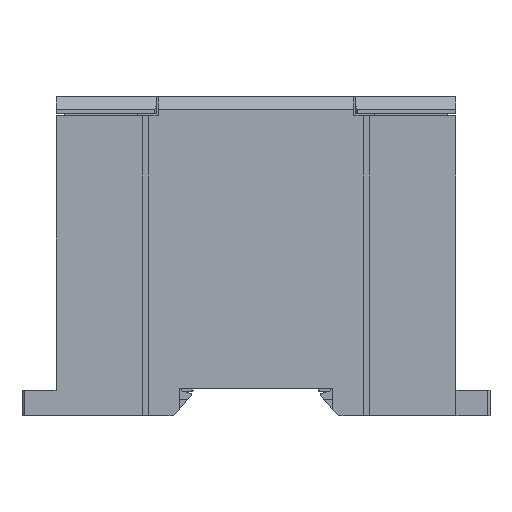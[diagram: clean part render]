
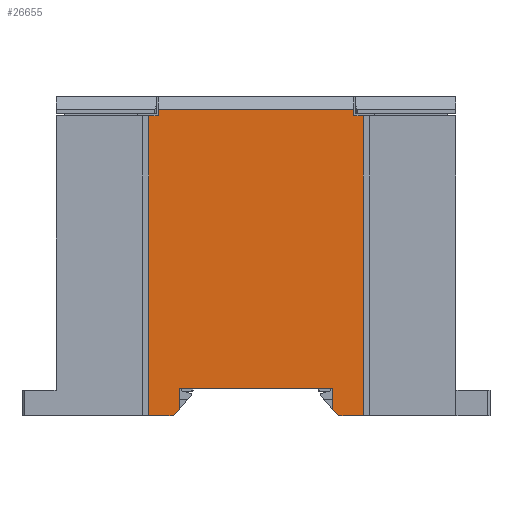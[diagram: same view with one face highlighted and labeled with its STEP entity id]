
A CAD part, left-side view. The second image highlights one B-rep face of the part: STEP entity #26655.
In plain terms, the highlighted planar face has unit normal (-1, 0, 0).
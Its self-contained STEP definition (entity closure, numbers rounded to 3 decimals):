
#329 = EDGE_CURVE ( 'NONE', #13657, #39571, #42271, .T. ) ;
#1717 = ORIENTED_EDGE ( 'NONE', *, *, #4318, .F. ) ;
#1807 = VERTEX_POINT ( 'NONE', #24686 ) ;
#1995 = CARTESIAN_POINT ( 'NONE',  ( 0., 21.8, -79.633 ) ) ;
#2660 = DIRECTION ( 'NONE',  ( 0., 0.707, -0.707 ) ) ;
#2689 = CARTESIAN_POINT ( 'NONE',  ( 0., 27.5, -79.633 ) ) ;
#4318 = EDGE_CURVE ( 'NONE', #54466, #55740, #58138, .T. ) ;
#4331 = DIRECTION ( 'NONE',  ( 0., -1., 0. ) ) ;
#5614 = VERTEX_POINT ( 'NONE', #20445 ) ;
#5870 = CARTESIAN_POINT ( 'NONE',  ( 0., 70., -9.133 ) ) ;
#6767 = ORIENTED_EDGE ( 'NONE', *, *, #52381, .F. ) ;
#7409 = VERTEX_POINT ( 'NONE', #10032 ) ;
#8007 = EDGE_CURVE ( 'NONE', #5614, #12537, #39941, .T. ) ;
#8964 = EDGE_CURVE ( 'NONE', #54127, #56460, #26912, .T. ) ;
#10032 = CARTESIAN_POINT ( 'NONE',  ( 0., 72.2, -9.133 ) ) ;
#10278 = LINE ( 'NONE', #50525, #37664 ) ;
#10485 = VECTOR ( 'NONE', #2660, 1000. ) ;
#10520 = CARTESIAN_POINT ( 'NONE',  ( 0., 94., -79.633 ) ) ;
#11388 = VECTOR ( 'NONE', #72684, 1000. ) ;
#12405 = FACE_OUTER_BOUND ( 'NONE', #54721, .T. ) ;
#12537 = VERTEX_POINT ( 'NONE', #34739 ) ;
#12973 = ORIENTED_EDGE ( 'NONE', *, *, #8964, .F. ) ;
#13657 = VERTEX_POINT ( 'NONE', #1995 ) ;
#15418 = VECTOR ( 'NONE', #27840, 1000. ) ;
#16415 = DIRECTION ( 'NONE',  ( 0., 1., 0. ) ) ;
#19300 = VECTOR ( 'NONE', #69658, 1000. ) ;
#20400 = DIRECTION ( 'NONE',  ( -1., 0., 0. ) ) ;
#20445 = CARTESIAN_POINT ( 'NONE',  ( 0., 24., -9.133 ) ) ;
#20505 = EDGE_CURVE ( 'NONE', #5614, #33004, #52803, .T. ) ;
#21528 = ORIENTED_EDGE ( 'NONE', *, *, #64915, .F. ) ;
#22234 = VERTEX_POINT ( 'NONE', #30793 ) ;
#22516 = VECTOR ( 'NONE', #62933, 1000. ) ;
#22995 = CARTESIAN_POINT ( 'NONE',  ( 0., 94., -9.133 ) ) ;
#23637 = VECTOR ( 'NONE', #71004, 1000. ) ;
#24686 = CARTESIAN_POINT ( 'NONE',  ( 0., 65., -78.133 ) ) ;
#25379 = LINE ( 'NONE', #26895, #56380 ) ;
#26655 = ADVANCED_FACE ( 'NONE', ( #12405 ), #55328, .T. ) ;
#26734 = CARTESIAN_POINT ( 'NONE',  ( 0., 65., -78.133 ) ) ;
#26895 = CARTESIAN_POINT ( 'NONE',  ( 0., 21.8, -79.633 ) ) ;
#26912 = LINE ( 'NONE', #55060, #11388 ) ;
#27110 = ORIENTED_EDGE ( 'NONE', *, *, #8007, .F. ) ;
#27840 = DIRECTION ( 'NONE',  ( 0., 1., 0. ) ) ;
#28914 = EDGE_CURVE ( 'NONE', #33004, #56460, #32716, .T. ) ;
#30150 = CARTESIAN_POINT ( 'NONE',  ( 0., 24., -16.261 ) ) ;
#30793 = CARTESIAN_POINT ( 'NONE',  ( 0., 66.5, -79.633 ) ) ;
#32044 = ORIENTED_EDGE ( 'NONE', *, *, #64271, .F. ) ;
#32520 = VECTOR ( 'NONE', #16415, 1000. ) ;
#32716 = LINE ( 'NONE', #68662, #15418 ) ;
#33004 = VERTEX_POINT ( 'NONE', #71625 ) ;
#33684 = ORIENTED_EDGE ( 'NONE', *, *, #329, .F. ) ;
#34701 = DIRECTION ( 'NONE',  ( 0., 0.707, 0.707 ) ) ;
#34739 = CARTESIAN_POINT ( 'NONE',  ( 0., 21.8, -9.133 ) ) ;
#37436 = VERTEX_POINT ( 'NONE', #49486 ) ;
#37664 = VECTOR ( 'NONE', #73739, 1000. ) ;
#38019 = ORIENTED_EDGE ( 'NONE', *, *, #62763, .F. ) ;
#38876 = ORIENTED_EDGE ( 'NONE', *, *, #75594, .F. ) ;
#39571 = VERTEX_POINT ( 'NONE', #49737 ) ;
#39832 = EDGE_CURVE ( 'NONE', #7409, #54127, #65838, .T. ) ;
#39941 = LINE ( 'NONE', #69176, #55433 ) ;
#40270 = DIRECTION ( 'NONE',  ( 0., 1., 0. ) ) ;
#40600 = CARTESIAN_POINT ( 'NONE',  ( 0., 29., -78.133 ) ) ;
#41099 = EDGE_CURVE ( 'NONE', #13657, #12537, #25379, .T. ) ;
#41242 = LINE ( 'NONE', #26734, #66742 ) ;
#41593 = LINE ( 'NONE', #72653, #10485 ) ;
#42271 = LINE ( 'NONE', #2689, #71487 ) ;
#42609 = VECTOR ( 'NONE', #40270, 1000. ) ;
#43586 = DIRECTION ( 'NONE',  ( 0., 1., 0. ) ) ;
#44355 = CARTESIAN_POINT ( 'NONE',  ( 0., 29., -73.283 ) ) ;
#46334 = VECTOR ( 'NONE', #34701, 1000. ) ;
#47328 = ORIENTED_EDGE ( 'NONE', *, *, #28914, .T. ) ;
#48141 = LINE ( 'NONE', #40600, #46334 ) ;
#48726 = CARTESIAN_POINT ( 'NONE',  ( 0., 70., -7.633 ) ) ;
#48966 = CARTESIAN_POINT ( 'NONE',  ( 0., 65., -73.283 ) ) ;
#49486 = CARTESIAN_POINT ( 'NONE',  ( 0., 72.2, -79.633 ) ) ;
#49737 = CARTESIAN_POINT ( 'NONE',  ( 0., 27.5, -79.633 ) ) ;
#50291 = EDGE_CURVE ( 'NONE', #55740, #1807, #41242, .T. ) ;
#50525 = CARTESIAN_POINT ( 'NONE',  ( 0., 29., -73.283 ) ) ;
#51477 = CARTESIAN_POINT ( 'NONE',  ( 0., 29., -78.133 ) ) ;
#52381 = EDGE_CURVE ( 'NONE', #22234, #37436, #63652, .T. ) ;
#52803 = LINE ( 'NONE', #30150, #23637 ) ;
#53531 = LINE ( 'NONE', #57841, #22516 ) ;
#54127 = VERTEX_POINT ( 'NONE', #5870 ) ;
#54466 = VERTEX_POINT ( 'NONE', #44355 ) ;
#54721 = EDGE_LOOP ( 'NONE', ( #64624, #47328, #12973, #64726, #21528, #6767, #38876, #69789, #1717, #32044, #38019, #33684, #68216, #27110 ) ) ;
#54839 = CARTESIAN_POINT ( 'NONE',  ( 0., 0., 0. ) ) ;
#55060 = CARTESIAN_POINT ( 'NONE',  ( 0., 70., -16.261 ) ) ;
#55328 = PLANE ( 'NONE',  #59220 ) ;
#55433 = VECTOR ( 'NONE', #4331, 1000. ) ;
#55740 = VERTEX_POINT ( 'NONE', #48966 ) ;
#55970 = VERTEX_POINT ( 'NONE', #51477 ) ;
#56380 = VECTOR ( 'NONE', #67439, 1000. ) ;
#56460 = VERTEX_POINT ( 'NONE', #48726 ) ;
#57841 = CARTESIAN_POINT ( 'NONE',  ( 0., 72.2, -79.633 ) ) ;
#58138 = LINE ( 'NONE', #75463, #42609 ) ;
#59220 = AXIS2_PLACEMENT_3D ( 'NONE', #54839, #20400, #61209 ) ;
#61209 = DIRECTION ( 'NONE',  ( 0., 0., 1. ) ) ;
#62763 = EDGE_CURVE ( 'NONE', #39571, #55970, #48141, .T. ) ;
#62933 = DIRECTION ( 'NONE',  ( 0., 0., 1. ) ) ;
#63652 = LINE ( 'NONE', #10520, #32520 ) ;
#64271 = EDGE_CURVE ( 'NONE', #55970, #54466, #10278, .T. ) ;
#64624 = ORIENTED_EDGE ( 'NONE', *, *, #20505, .T. ) ;
#64726 = ORIENTED_EDGE ( 'NONE', *, *, #39832, .F. ) ;
#64915 = EDGE_CURVE ( 'NONE', #37436, #7409, #53531, .T. ) ;
#65838 = LINE ( 'NONE', #22995, #19300 ) ;
#66742 = VECTOR ( 'NONE', #73402, 1000. ) ;
#67439 = DIRECTION ( 'NONE',  ( 0., 0., 1. ) ) ;
#68216 = ORIENTED_EDGE ( 'NONE', *, *, #41099, .T. ) ;
#68662 = CARTESIAN_POINT ( 'NONE',  ( 0., 70., -7.633 ) ) ;
#69176 = CARTESIAN_POINT ( 'NONE',  ( 0., 0., -9.133 ) ) ;
#69658 = DIRECTION ( 'NONE',  ( 0., -1., 0. ) ) ;
#69789 = ORIENTED_EDGE ( 'NONE', *, *, #50291, .F. ) ;
#71004 = DIRECTION ( 'NONE',  ( 0., 0., 1. ) ) ;
#71487 = VECTOR ( 'NONE', #43586, 1000. ) ;
#71625 = CARTESIAN_POINT ( 'NONE',  ( 0., 24., -7.633 ) ) ;
#72653 = CARTESIAN_POINT ( 'NONE',  ( 0., 66.5, -79.633 ) ) ;
#72684 = DIRECTION ( 'NONE',  ( 0., 0., 1. ) ) ;
#73402 = DIRECTION ( 'NONE',  ( 0., 0., -1. ) ) ;
#73739 = DIRECTION ( 'NONE',  ( 0., 0., 1. ) ) ;
#75463 = CARTESIAN_POINT ( 'NONE',  ( 0., 65., -73.283 ) ) ;
#75594 = EDGE_CURVE ( 'NONE', #1807, #22234, #41593, .T. ) ;
